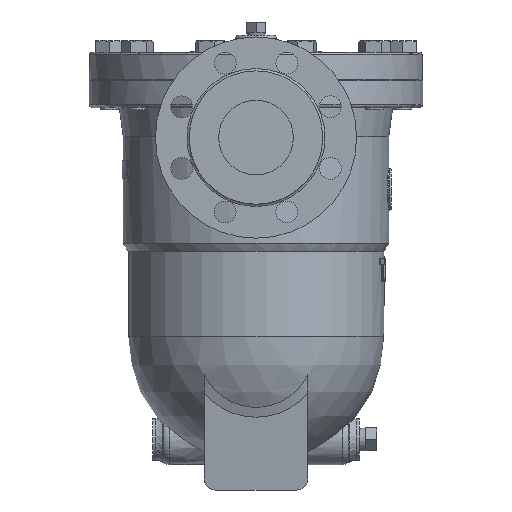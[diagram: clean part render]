
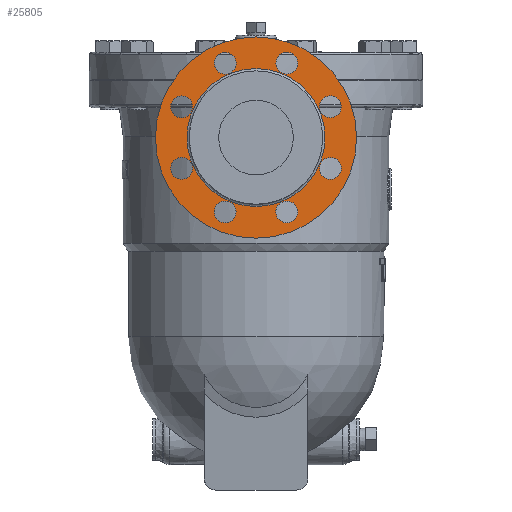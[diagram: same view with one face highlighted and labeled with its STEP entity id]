
A CAD part, left-side view. The second image highlights one B-rep face of the part: STEP entity #25805.
In plain terms, the highlighted planar face has unit normal (-1, 0, 0).
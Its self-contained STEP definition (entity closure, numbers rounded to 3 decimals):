
#25294=CARTESIAN_POINT('',(-188.,-71.389,-16.495));
#25295=VERTEX_POINT('',#25294);
#25296=CARTESIAN_POINT('',(-188.,-64.672,-23.212));
#25297=DIRECTION('',(1.0,0.,0.));
#25298=DIRECTION('',(0.,-0.707,0.707));
#25299=AXIS2_PLACEMENT_3D('',#25296,#25297,#25298);
#25300=CIRCLE('',#25299,9.5);
#25301=EDGE_CURVE('',#25295,#25295,#25300,.T.);
#25343=CARTESIAN_POINT('',(-188.,-74.172,-76.788));
#25344=VERTEX_POINT('',#25343);
#25345=CARTESIAN_POINT('',(-188.,-64.672,-76.788));
#25346=DIRECTION('',(1.0,0.0,0.0));
#25347=DIRECTION('',(0.0,-1.0,0.0));
#25348=AXIS2_PLACEMENT_3D('',#25345,#25346,#25347);
#25349=CIRCLE('',#25348,9.5);
#25350=EDGE_CURVE('',#25344,#25344,#25349,.T.);
#25392=CARTESIAN_POINT('',(-188.,-33.505,-121.389));
#25393=VERTEX_POINT('',#25392);
#25394=CARTESIAN_POINT('',(-188.,-26.788,-114.672));
#25395=DIRECTION('',(1.0,0.,0.));
#25396=DIRECTION('',(0.,-0.707,-0.707));
#25397=AXIS2_PLACEMENT_3D('',#25394,#25395,#25396);
#25398=CIRCLE('',#25397,9.5);
#25399=EDGE_CURVE('',#25393,#25393,#25398,.T.);
#25441=CARTESIAN_POINT('',(-188.,26.788,-124.172));
#25442=VERTEX_POINT('',#25441);
#25443=CARTESIAN_POINT('',(-188.,26.788,-114.672));
#25444=DIRECTION('',(1.0,0.0,0.0));
#25445=DIRECTION('',(0.0,0.0,-1.0));
#25446=AXIS2_PLACEMENT_3D('',#25443,#25444,#25445);
#25447=CIRCLE('',#25446,9.5);
#25448=EDGE_CURVE('',#25442,#25442,#25447,.T.);
#25490=CARTESIAN_POINT('',(-188.,71.389,-83.505));
#25491=VERTEX_POINT('',#25490);
#25492=CARTESIAN_POINT('',(-188.,64.672,-76.788));
#25493=DIRECTION('',(1.,0.,0.));
#25494=DIRECTION('',(0.,0.707,-0.707));
#25495=AXIS2_PLACEMENT_3D('',#25492,#25493,#25494);
#25496=CIRCLE('',#25495,9.5);
#25497=EDGE_CURVE('',#25491,#25491,#25496,.T.);
#25539=CARTESIAN_POINT('',(-188.,74.172,-23.212));
#25540=VERTEX_POINT('',#25539);
#25541=CARTESIAN_POINT('',(-188.,64.672,-23.212));
#25542=DIRECTION('',(1.0,0.0,0.0));
#25543=DIRECTION('',(0.0,1.0,0.0));
#25544=AXIS2_PLACEMENT_3D('',#25541,#25542,#25543);
#25545=CIRCLE('',#25544,9.5);
#25546=EDGE_CURVE('',#25540,#25540,#25545,.T.);
#25588=CARTESIAN_POINT('',(-188.0,33.505,21.389));
#25589=VERTEX_POINT('',#25588);
#25590=CARTESIAN_POINT('',(-188.,26.788,14.672));
#25591=DIRECTION('',(1.,0.,0.));
#25592=DIRECTION('',(0.,0.707,0.707));
#25593=AXIS2_PLACEMENT_3D('',#25590,#25591,#25592);
#25594=CIRCLE('',#25593,9.5);
#25595=EDGE_CURVE('',#25589,#25589,#25594,.T.);
#25637=CARTESIAN_POINT('',(-188.0,-26.788,24.172));
#25638=VERTEX_POINT('',#25637);
#25639=CARTESIAN_POINT('',(-188.,-26.788,14.672));
#25640=DIRECTION('',(1.0,0.0,0.0));
#25641=DIRECTION('',(0.0,0.0,1.0));
#25642=AXIS2_PLACEMENT_3D('',#25639,#25640,#25641);
#25643=CIRCLE('',#25642,9.5);
#25644=EDGE_CURVE('',#25638,#25638,#25643,.T.);
#25739=CARTESIAN_POINT('',(-188.0,0.0,10.));
#25740=VERTEX_POINT('',#25739);
#25741=CARTESIAN_POINT('',(-188.0,0.0,-50.));
#25742=DIRECTION('',(-1.0,0.0,0.0));
#25743=DIRECTION('',(0.0,0.0,-1.0));
#25744=AXIS2_PLACEMENT_3D('',#25741,#25742,#25743);
#25745=CIRCLE('',#25744,60.);
#25746=EDGE_CURVE('',#25740,#25740,#25745,.T.);
#25762=CARTESIAN_POINT('',(-188.,0.0,22.75));
#25763=DIRECTION('',(-1.0,0.0,0.0));
#25764=DIRECTION('',(0.0,0.0,1.0));
#25765=AXIS2_PLACEMENT_3D('',#25762,#25763,#25764);
#25766=PLANE('',#25765);
#25767=CARTESIAN_POINT('',(-188.,0.0,37.5));
#25768=VERTEX_POINT('',#25767);
#25769=CARTESIAN_POINT('',(-188.0,0.0,-50.));
#25770=DIRECTION('',(-1.0,0.0,0.0));
#25771=DIRECTION('',(0.0,0.0,1.0));
#25772=AXIS2_PLACEMENT_3D('',#25769,#25770,#25771);
#25773=CIRCLE('',#25772,87.5);
#25774=EDGE_CURVE('',#25768,#25768,#25773,.T.);
#25775=ORIENTED_EDGE('',*,*,#25774,.T.);
#25776=EDGE_LOOP('',(#25775));
#25777=FACE_OUTER_BOUND('',#25776,.T.);
#25778=ORIENTED_EDGE('',*,*,#25301,.T.);
#25779=EDGE_LOOP('',(#25778));
#25780=FACE_BOUND('',#25779,.T.);
#25781=ORIENTED_EDGE('',*,*,#25350,.T.);
#25782=EDGE_LOOP('',(#25781));
#25783=FACE_BOUND('',#25782,.T.);
#25784=ORIENTED_EDGE('',*,*,#25399,.T.);
#25785=EDGE_LOOP('',(#25784));
#25786=FACE_BOUND('',#25785,.T.);
#25787=ORIENTED_EDGE('',*,*,#25448,.T.);
#25788=EDGE_LOOP('',(#25787));
#25789=FACE_BOUND('',#25788,.T.);
#25790=ORIENTED_EDGE('',*,*,#25497,.T.);
#25791=EDGE_LOOP('',(#25790));
#25792=FACE_BOUND('',#25791,.T.);
#25793=ORIENTED_EDGE('',*,*,#25546,.T.);
#25794=EDGE_LOOP('',(#25793));
#25795=FACE_BOUND('',#25794,.T.);
#25796=ORIENTED_EDGE('',*,*,#25595,.T.);
#25797=EDGE_LOOP('',(#25796));
#25798=FACE_BOUND('',#25797,.T.);
#25799=ORIENTED_EDGE('',*,*,#25644,.T.);
#25800=EDGE_LOOP('',(#25799));
#25801=FACE_BOUND('',#25800,.T.);
#25802=ORIENTED_EDGE('',*,*,#25746,.F.);
#25803=EDGE_LOOP('',(#25802));
#25804=FACE_BOUND('',#25803,.T.);
#25805=ADVANCED_FACE('',(#25777,#25780,#25783,#25786,#25789,#25792,#25795,#25798,#25801,#25804),#25766,.T.);
